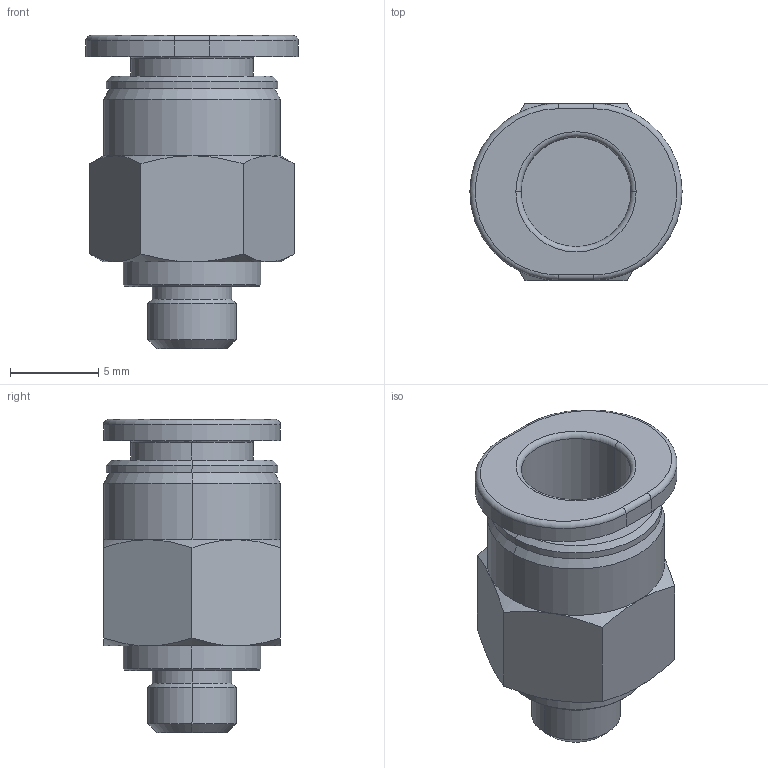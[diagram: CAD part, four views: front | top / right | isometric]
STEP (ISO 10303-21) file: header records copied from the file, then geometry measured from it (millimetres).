
FILE_DESCRIPTION((''),'2;1');
FILE_NAME('PC06M6C-mdt.stp','2017-07-24T14:30:15',(''),(''),'Mechanical Desktop 2009','Mechanical Desktop 2009',', , ');
FILE_SCHEMA(('CONFIG_CONTROL_DESIGN'));
Length unit declared in the file: millimetre
Products named in the file (4): PC06M6C-MDTA; PC06M6C-MDT; COLLAR-L06C; COLLAR-C06C
Assembly tree (3 placements, depth 2):
  PC06M6C-MDTA
    PC06M6C-MDT
    COLLAR-L06C
    COLLAR-C06C
Bounding box: 12 x 10 x 17.7 mm (x, y, z)
Volume: 757.4 mm3; surface area: 1043.4 mm2
Topology: 1 solids, 1 shells, 67 faces, 140 edges, 82 vertices
Faces by surface type: cone 22, cylinder 20, plane 17, bspline 4, torus 4
Entity records: 2049 total; most frequent: CARTESIAN_POINT 517, DIRECTION 324, ORIENTED_EDGE 280, AXIS2_PLACEMENT_3D 141, EDGE_CURVE 140, VERTEX_POINT 82, CIRCLE 74, EDGE_LOOP 74
